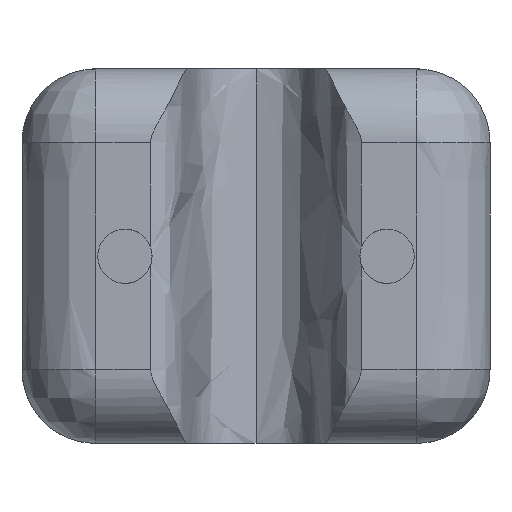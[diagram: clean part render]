
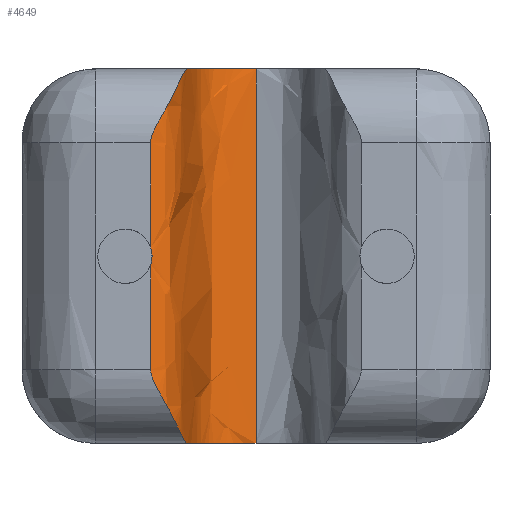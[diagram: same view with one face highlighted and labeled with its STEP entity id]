
A CAD part, front view. The second image highlights one B-rep face of the part: STEP entity #4649.
In plain terms, the highlighted free-form (B-spline) face has degree [3, 1] with [4, 2] control points.
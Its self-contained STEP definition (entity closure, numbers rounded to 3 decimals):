
#74 = CARTESIAN_POINT ( 'NONE',  ( 1.745, 0., 4.08 ) ) ;
#117 = VECTOR ( 'NONE', #936, 1000. ) ;
#124 = CARTESIAN_POINT ( 'NONE',  ( 2.241, 1., 0. ) ) ;
#178 = EDGE_CURVE ( 'NONE', #1109, #3140, #3433, .T. ) ;
#192 = CARTESIAN_POINT ( 'NONE',  ( 1.817, 2.54, 0. ) ) ;
#203 = CARTESIAN_POINT ( 'NONE',  ( 3.175, 2.54, 5.08 ) ) ;
#305 = CARTESIAN_POINT ( 'NONE',  ( 2.241, 1., 0. ) ) ;
#377 = EDGE_CURVE ( 'NONE', #3279, #1355, #1927, .T. ) ;
#478 = B_SPLINE_CURVE_WITH_KNOTS ( 'NONE', 3,
 ( #4310, #2833, #953, #3496 ),
 .UNSPECIFIED., .F., .F.,
 ( 4, 4 ),
 ( 0., 1. ),
 .UNSPECIFIED. ) ;
#608 = CARTESIAN_POINT ( 'NONE',  ( 1.745, 0., 2.658 ) ) ;
#631 = ORIENTED_EDGE ( 'NONE', *, *, #4110, .F. ) ;
#725 = EDGE_LOOP ( 'NONE', ( #1195, #1193, #988, #1954, #1645, #1582, #2222, #631 ) ) ;
#749 = CARTESIAN_POINT ( 'NONE',  ( 1.774, 0.007, 0.865 ) ) ;
#751 = VERTEX_POINT ( 'NONE', #1940 ) ;
#783 = EDGE_CURVE ( 'NONE', #751, #3306, #1614, .T. ) ;
#805 = VECTOR ( 'NONE', #3780, 1000. ) ;
#851 = CARTESIAN_POINT ( 'NONE',  ( 1.836, 0.032, 4.337 ) ) ;
#856 = VECTOR ( 'NONE', #3087, 1000. ) ;
#936 = DIRECTION ( 'NONE',  ( 0., 0., -1. ) ) ;
#953 = CARTESIAN_POINT ( 'NONE',  ( 1.772, 0.007, 2.501 ) ) ;
#988 = ORIENTED_EDGE ( 'NONE', *, *, #783, .T. ) ;
#1014 = CARTESIAN_POINT ( 'NONE',  ( 2.241, 1., 0. ) ) ;
#1033 = CARTESIAN_POINT ( 'NONE',  ( 2.023, 0.186, 0.404 ) ) ;
#1080 = CARTESIAN_POINT ( 'NONE',  ( 1.836, 0.032, 0.743 ) ) ;
#1106 = CARTESIAN_POINT ( 'NONE',  ( 2.116, 0.365, 0.216 ) ) ;
#1109 = VERTEX_POINT ( 'NONE', #74 ) ;
#1173 = CARTESIAN_POINT ( 'NONE',  ( 1.745, 0., 4.151 ) ) ;
#1193 = ORIENTED_EDGE ( 'NONE', *, *, #4181, .T. ) ;
#1195 = ORIENTED_EDGE ( 'NONE', *, *, #178, .T. ) ;
#1200 = CARTESIAN_POINT ( 'NONE',  ( 2.225, 0.861, 5.08 ) ) ;
#1258 = CARTESIAN_POINT ( 'NONE',  ( 1.745, 0., 10. ) ) ;
#1327 = CARTESIAN_POINT ( 'NONE',  ( 3.175, 2.54, 5.08 ) ) ;
#1355 = VERTEX_POINT ( 'NONE', #3125 ) ;
#1524 = CARTESIAN_POINT ( 'NONE',  ( 2.023, 0.185, 4.674 ) ) ;
#1546 = EDGE_CURVE ( 'NONE', #3279, #4693, #4103, .T. ) ;
#1551 = CARTESIAN_POINT ( 'NONE',  ( 2.328, 1.713, 0. ) ) ;
#1582 = ORIENTED_EDGE ( 'NONE', *, *, #1546, .F. ) ;
#1609 = B_SPLINE_CURVE_WITH_KNOTS ( 'NONE', 3,
 ( #4429, #2724, #1551, #124 ),
 .UNSPECIFIED., .F., .F.,
 ( 4, 4 ),
 ( 0., 0.598 ),
 .UNSPECIFIED. ) ;
#1614 = LINE ( 'NONE', #3524, #117 ) ;
#1645 = ORIENTED_EDGE ( 'NONE', *, *, #3652, .F. ) ;
#1727 = CARTESIAN_POINT ( 'NONE',  ( 1.817, 2.54, 5.08 ) ) ;
#1743 = CARTESIAN_POINT ( 'NONE',  ( 2.363, 2.54, 5.08 ) ) ;
#1840 = CARTESIAN_POINT ( 'NONE',  ( 2.225, 0.861, 0. ) ) ;
#1917 = CARTESIAN_POINT ( 'NONE',  ( 1.745, 0., 4.08 ) ) ;
#1927 = B_SPLINE_CURVE_WITH_KNOTS ( 'NONE', 3,
 ( #203, #1743, #2835, #2789 ),
 .UNSPECIFIED., .F., .F.,
 ( 4, 4 ),
 ( 0., 0.598 ),
 .UNSPECIFIED. ) ;
#1940 = CARTESIAN_POINT ( 'NONE',  ( 1.745, 0., 2.422 ) ) ;
#1954 = ORIENTED_EDGE ( 'NONE', *, *, #3946, .F. ) ;
#2077 = CARTESIAN_POINT ( 'NONE',  ( 1.745, 0., 1. ) ) ;
#2078 = FACE_OUTER_BOUND ( 'NONE', #725, .T. ) ;
#2222 = ORIENTED_EDGE ( 'NONE', *, *, #377, .T. ) ;
#2478 = CARTESIAN_POINT ( 'NONE',  ( 1.965, 0.118, 0.514 ) ) ;
#2576 = CARTESIAN_POINT ( 'NONE',  ( 1.87, 0.049, 0.684 ) ) ;
#2604 = CARTESIAN_POINT ( 'NONE',  ( 2.151, 0.476, 4.942 ) ) ;
#2611 = CARTESIAN_POINT ( 'NONE',  ( 3.175, 2.54, 0. ) ) ;
#2724 = CARTESIAN_POINT ( 'NONE',  ( 2.363, 2.54, 0. ) ) ;
#2789 = CARTESIAN_POINT ( 'NONE',  ( 2.241, 1., 5.08 ) ) ;
#2826 = CARTESIAN_POINT ( 'NONE',  ( 1.745, 0., 0. ) ) ;
#2833 = CARTESIAN_POINT ( 'NONE',  ( 1.772, 0.007, 2.579 ) ) ;
#2835 = CARTESIAN_POINT ( 'NONE',  ( 2.328, 1.713, 5.08 ) ) ;
#3018 = VERTEX_POINT ( 'NONE', #305 ) ;
#3069 = B_SPLINE_CURVE_WITH_KNOTS ( 'NONE', 3,
 ( #1917, #1173, #4076, #851, #4401, #4120, #1524, #3378, #2604, #3352, #1200, #4449 ),
 .UNSPECIFIED., .F., .F.,
 ( 4, 2, 2, 2, 2, 4 ),
 ( 0., 0., 0., 0.001, 0.001, 0.002 ),
 .UNSPECIFIED. ) ;
#3087 = DIRECTION ( 'NONE',  ( 0., 0., -1. ) ) ;
#3125 = CARTESIAN_POINT ( 'NONE',  ( 2.241, 1., 5.08 ) ) ;
#3140 = VERTEX_POINT ( 'NONE', #608 ) ;
#3279 = VERTEX_POINT ( 'NONE', #3710 ) ;
#3306 = VERTEX_POINT ( 'NONE', #2077 ) ;
#3352 = CARTESIAN_POINT ( 'NONE',  ( 2.206, 0.726, 5.051 ) ) ;
#3378 = CARTESIAN_POINT ( 'NONE',  ( 2.116, 0.366, 4.864 ) ) ;
#3433 = LINE ( 'NONE', #1258, #856 ) ;
#3496 = CARTESIAN_POINT ( 'NONE',  ( 1.745, 0., 2.422 ) ) ;
#3524 = CARTESIAN_POINT ( 'NONE',  ( 1.745, 0., 10. ) ) ;
#3530 = CARTESIAN_POINT ( 'NONE',  ( 1.745, 0., 5.08 ) ) ;
#3595 = CARTESIAN_POINT ( 'NONE',  ( 2.151, 0.477, 0.137 ) ) ;
#3652 = EDGE_CURVE ( 'NONE', #4693, #3018, #1609, .T. ) ;
#3709 = CARTESIAN_POINT ( 'NONE',  ( 3.175, 2.54, 10. ) ) ;
#3710 = CARTESIAN_POINT ( 'NONE',  ( 3.175, 2.54, 5.08 ) ) ;
#3762 = B_SPLINE_CURVE_WITH_KNOTS ( 'NONE', 3,
 ( #1014, #1840, #4373, #3595, #1106, #1033, #2478, #2576, #1080, #749, #3983, #3960 ),
 .UNSPECIFIED., .F., .F.,
 ( 4, 2, 2, 2, 2, 4 ),
 ( 0., 0., 0.001, 0.001, 0.001, 0.002 ),
 .UNSPECIFIED. ) ;
#3780 = DIRECTION ( 'NONE',  ( 0., 0., -1. ) ) ;
#3890 = CARTESIAN_POINT ( 'NONE',  ( 2.632, 0.225, 5.08 ) ) ;
#3946 = EDGE_CURVE ( 'NONE', #3018, #3306, #3762, .T. ) ;
#3960 = CARTESIAN_POINT ( 'NONE',  ( 1.745, 0., 1. ) ) ;
#3983 = CARTESIAN_POINT ( 'NONE',  ( 1.745, 0., 0.93 ) ) ;
#4076 = CARTESIAN_POINT ( 'NONE',  ( 1.775, 0.007, 4.216 ) ) ;
#4103 = LINE ( 'NONE', #3709, #805 ) ;
#4110 = EDGE_CURVE ( 'NONE', #1109, #1355, #3069, .T. ) ;
#4120 = CARTESIAN_POINT ( 'NONE',  ( 1.965, 0.118, 4.567 ) ) ;
#4128 = B_SPLINE_SURFACE_WITH_KNOTS ( 'NONE', 3, 1, ( 
 ( #1327, #4223 ),
 ( #1727, #192 ),
 ( #3890, #4248 ),
 ( #3530, #2826 ) ),
 .UNSPECIFIED., .F., .F., .F.,
 ( 4, 4 ),
 ( 2, 2 ),
 ( 0., 1. ),
 ( 0., 1. ),
 .UNSPECIFIED. ) ;
#4181 = EDGE_CURVE ( 'NONE', #3140, #751, #478, .T. ) ;
#4223 = CARTESIAN_POINT ( 'NONE',  ( 3.175, 2.54, 0. ) ) ;
#4248 = CARTESIAN_POINT ( 'NONE',  ( 2.632, 0.225, 0. ) ) ;
#4310 = CARTESIAN_POINT ( 'NONE',  ( 1.745, 0., 2.658 ) ) ;
#4373 = CARTESIAN_POINT ( 'NONE',  ( 2.206, 0.725, 0.029 ) ) ;
#4401 = CARTESIAN_POINT ( 'NONE',  ( 1.869, 0.049, 4.395 ) ) ;
#4429 = CARTESIAN_POINT ( 'NONE',  ( 3.175, 2.54, 0. ) ) ;
#4449 = CARTESIAN_POINT ( 'NONE',  ( 2.241, 1., 5.08 ) ) ;
#4649 = ADVANCED_FACE ( 'NONE', ( #2078 ), #4128, .T. ) ;
#4693 = VERTEX_POINT ( 'NONE', #2611 ) ;
